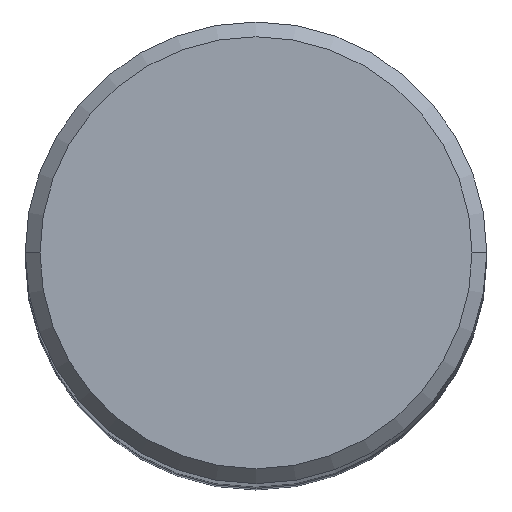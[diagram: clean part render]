
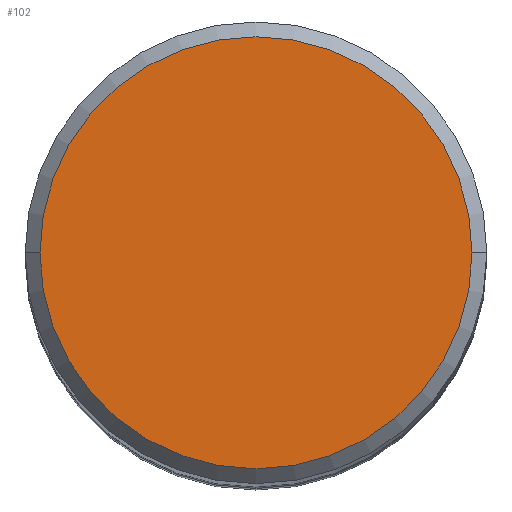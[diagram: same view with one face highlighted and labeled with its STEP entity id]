
A CAD part, top view. The second image highlights one B-rep face of the part: STEP entity #102.
In plain terms, the highlighted planar face has unit normal (0, 0, 1).
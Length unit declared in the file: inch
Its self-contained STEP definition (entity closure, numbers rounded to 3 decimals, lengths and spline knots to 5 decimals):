
#6 = CARTESIAN_POINT ( 'NONE',  ( 0.2925, 0., 0. ) ) ;
#35 = ORIENTED_EDGE ( 'NONE', *, *, #488, .T. ) ;
#49 = CIRCLE ( 'NONE', #362, 0.2925 ) ;
#55 = CARTESIAN_POINT ( 'NONE',  ( 0., 0.2925, 0. ) ) ;
#69 = CARTESIAN_POINT ( 'NONE',  ( 0., 0., 0. ) ) ;
#80 = DIRECTION ( 'NONE',  ( 1., 0., 0. ) ) ;
#97 = DIRECTION ( 'NONE',  ( -1., 0., 0. ) ) ;
#102 = ADVANCED_FACE ( 'NONE', ( #487 ), #527, .F. ) ;
#115 = DIRECTION ( 'NONE',  ( 0., 0., 1. ) ) ;
#170 = AXIS2_PLACEMENT_3D ( 'NONE', #55, #390, #97 ) ;
#201 = CIRCLE ( 'NONE', #253, 0.2925 ) ;
#207 = CARTESIAN_POINT ( 'NONE',  ( -0.2925, 0., 0. ) ) ;
#215 = CARTESIAN_POINT ( 'NONE',  ( 0., 0., 0. ) ) ;
#253 = AXIS2_PLACEMENT_3D ( 'NONE', #215, #115, #516 ) ;
#356 = EDGE_CURVE ( 'NONE', #446, #547, #49, .T. ) ;
#362 = AXIS2_PLACEMENT_3D ( 'NONE', #69, #417, #80 ) ;
#390 = DIRECTION ( 'NONE',  ( 0., 0., -1. ) ) ;
#417 = DIRECTION ( 'NONE',  ( 0., 0., 1. ) ) ;
#446 = VERTEX_POINT ( 'NONE', #207 ) ;
#487 = FACE_OUTER_BOUND ( 'NONE', #559, .T. ) ;
#488 = EDGE_CURVE ( 'NONE', #547, #446, #201, .T. ) ;
#514 = ORIENTED_EDGE ( 'NONE', *, *, #356, .T. ) ;
#516 = DIRECTION ( 'NONE',  ( 1., 0., 0. ) ) ;
#527 = PLANE ( 'NONE',  #170 ) ;
#547 = VERTEX_POINT ( 'NONE', #6 ) ;
#559 = EDGE_LOOP ( 'NONE', ( #514, #35 ) ) ;
